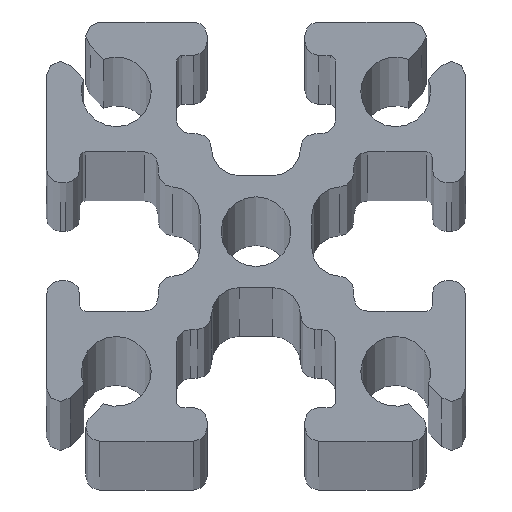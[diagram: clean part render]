
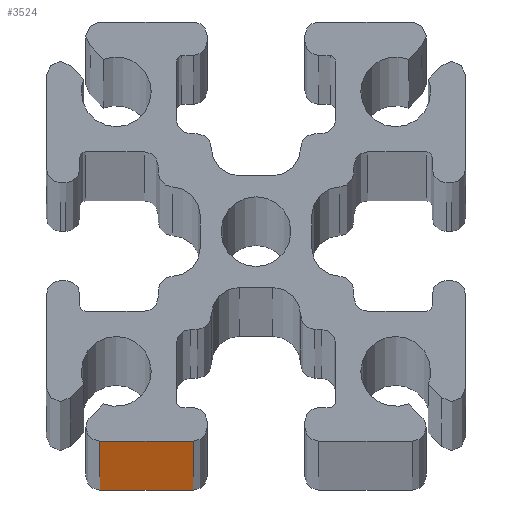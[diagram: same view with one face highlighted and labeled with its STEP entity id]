
A CAD part, top view. The second image highlights one B-rep face of the part: STEP entity #3524.
In plain terms, the highlighted planar face has unit normal (0, -1, 0).
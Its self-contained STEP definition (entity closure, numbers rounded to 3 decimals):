
#266 = VECTOR ( 'NONE', #642, 1000. ) ;
#302 = EDGE_CURVE ( 'NONE', #762, #493, #2280, .T. ) ;
#428 = FACE_OUTER_BOUND ( 'NONE', #3681, .T. ) ;
#454 = DIRECTION ( 'NONE',  ( -1., 0., 0. ) ) ;
#493 = VERTEX_POINT ( 'NONE', #3715 ) ;
#586 = VERTEX_POINT ( 'NONE', #2244 ) ;
#642 = DIRECTION ( 'NONE',  ( 0., 0., 1. ) ) ;
#738 = VECTOR ( 'NONE', #3426, 1000. ) ;
#762 = VERTEX_POINT ( 'NONE', #2689 ) ;
#796 = ORIENTED_EDGE ( 'NONE', *, *, #302, .T. ) ;
#854 = LINE ( 'NONE', #1931, #1644 ) ;
#1299 = DIRECTION ( 'NONE',  ( 0., 0., -1. ) ) ;
#1569 = EDGE_CURVE ( 'NONE', #762, #2950, #854, .T. ) ;
#1644 = VECTOR ( 'NONE', #3910, 1000. ) ;
#1931 = CARTESIAN_POINT ( 'NONE',  ( 7.5, -7.5, 1000. ) ) ;
#2000 = CARTESIAN_POINT ( 'NONE',  ( -2.25, -7.5, 1000. ) ) ;
#2106 = CARTESIAN_POINT ( 'NONE',  ( 7.5, -7.5, 1000. ) ) ;
#2148 = LINE ( 'NONE', #2318, #266 ) ;
#2244 = CARTESIAN_POINT ( 'NONE',  ( -2.25, -7.5, 0. ) ) ;
#2280 = LINE ( 'NONE', #3616, #3826 ) ;
#2318 = CARTESIAN_POINT ( 'NONE',  ( -2.25, -7.5, 1000. ) ) ;
#2362 = AXIS2_PLACEMENT_3D ( 'NONE', #2106, #2462, #454 ) ;
#2462 = DIRECTION ( 'NONE',  ( 0., 1., 0. ) ) ;
#2598 = ORIENTED_EDGE ( 'NONE', *, *, #1569, .F. ) ;
#2689 = CARTESIAN_POINT ( 'NONE',  ( -5.586, -7.5, 1000. ) ) ;
#2776 = CARTESIAN_POINT ( 'NONE',  ( 7.5, -7.5, 0. ) ) ;
#2950 = VERTEX_POINT ( 'NONE', #2000 ) ;
#2970 = ORIENTED_EDGE ( 'NONE', *, *, #4248, .T. ) ;
#2983 = ORIENTED_EDGE ( 'NONE', *, *, #3887, .T. ) ;
#3391 = LINE ( 'NONE', #2776, #738 ) ;
#3426 = DIRECTION ( 'NONE',  ( 1., 0., 0. ) ) ;
#3524 = ADVANCED_FACE ( 'NONE', ( #428 ), #3768, .F. ) ;
#3616 = CARTESIAN_POINT ( 'NONE',  ( -5.586, -7.5, 1000. ) ) ;
#3681 = EDGE_LOOP ( 'NONE', ( #2598, #796, #2983, #2970 ) ) ;
#3715 = CARTESIAN_POINT ( 'NONE',  ( -5.586, -7.5, 0. ) ) ;
#3768 = PLANE ( 'NONE',  #2362 ) ;
#3826 = VECTOR ( 'NONE', #1299, 1000. ) ;
#3887 = EDGE_CURVE ( 'NONE', #493, #586, #3391, .T. ) ;
#3910 = DIRECTION ( 'NONE',  ( 1., 0., 0. ) ) ;
#4248 = EDGE_CURVE ( 'NONE', #586, #2950, #2148, .T. ) ;
